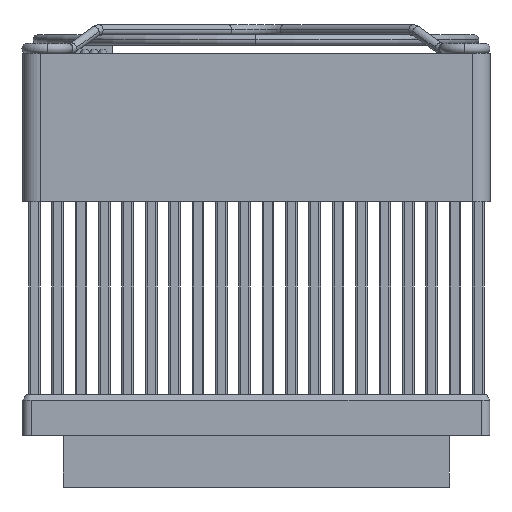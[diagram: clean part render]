
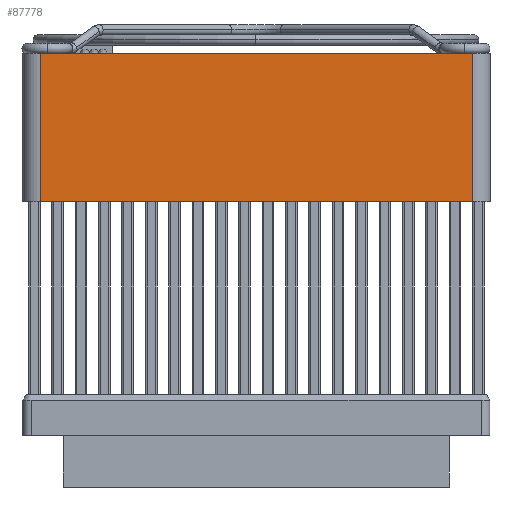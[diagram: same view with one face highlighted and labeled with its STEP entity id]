
A CAD part, front view. The second image highlights one B-rep face of the part: STEP entity #87778.
In plain terms, the highlighted planar face has unit normal (0, -1, 0).
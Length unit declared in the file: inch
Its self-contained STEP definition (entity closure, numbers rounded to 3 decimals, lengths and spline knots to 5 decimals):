
#3455 = VERTEX_POINT ( 'NONE', #77635 ) ;
#7619 = CARTESIAN_POINT ( 'NONE',  ( -2.02312, -2.83783, 0.94877 ) ) ;
#11526 = LINE ( 'NONE', #130634, #33726 ) ;
#15410 = CARTESIAN_POINT ( 'NONE',  ( -2.02312, -2.83783, 1.94877 ) ) ;
#15799 = VERTEX_POINT ( 'NONE', #40228 ) ;
#16637 = ORIENTED_EDGE ( 'NONE', *, *, #151829, .T. ) ;
#25565 = CARTESIAN_POINT ( 'NONE',  ( -2.14123, -2.83783, 1.94877 ) ) ;
#25644 = AXIS2_PLACEMENT_3D ( 'NONE', #116033, #129762, #189673 ) ;
#33726 = VECTOR ( 'NONE', #105015, 39.37008 ) ;
#34199 = EDGE_LOOP ( 'NONE', ( #100778, #37303, #89111, #16637 ) ) ;
#37303 = ORIENTED_EDGE ( 'NONE', *, *, #60682, .T. ) ;
#40228 = CARTESIAN_POINT ( 'NONE',  ( 0.89026, -2.83783, 1.94877 ) ) ;
#43178 = LINE ( 'NONE', #25565, #48961 ) ;
#48961 = VECTOR ( 'NONE', #192761, 39.37008 ) ;
#55808 = EDGE_CURVE ( 'NONE', #133113, #3455, #84053, .T. ) ;
#60682 = EDGE_CURVE ( 'NONE', #155956, #133113, #150176, .T. ) ;
#61563 = DIRECTION ( 'NONE',  ( 0., 0., -1. ) ) ;
#68952 = EDGE_CURVE ( 'NONE', #155956, #15799, #43178, .T. ) ;
#77635 = CARTESIAN_POINT ( 'NONE',  ( 0.89026, -2.83783, 0.94877 ) ) ;
#82550 = FACE_OUTER_BOUND ( 'NONE', #34199, .T. ) ;
#84053 = LINE ( 'NONE', #124528, #155207 ) ;
#87778 = ADVANCED_FACE ( 'NONE', ( #82550 ), #142592, .F. ) ;
#89111 = ORIENTED_EDGE ( 'NONE', *, *, #55808, .T. ) ;
#96876 = DIRECTION ( 'NONE',  ( 1., 0., 0. ) ) ;
#100778 = ORIENTED_EDGE ( 'NONE', *, *, #68952, .F. ) ;
#105015 = DIRECTION ( 'NONE',  ( 0., 0., 1. ) ) ;
#116033 = CARTESIAN_POINT ( 'NONE',  ( -2.14123, -2.83783, 1.94877 ) ) ;
#124528 = CARTESIAN_POINT ( 'NONE',  ( -2.14123, -2.83783, 0.94877 ) ) ;
#129762 = DIRECTION ( 'NONE',  ( 0., 1., 0. ) ) ;
#130634 = CARTESIAN_POINT ( 'NONE',  ( 0.89026, -2.83783, 1.94877 ) ) ;
#133113 = VERTEX_POINT ( 'NONE', #7619 ) ;
#142592 = PLANE ( 'NONE',  #25644 ) ;
#150176 = LINE ( 'NONE', #15410, #155050 ) ;
#151829 = EDGE_CURVE ( 'NONE', #3455, #15799, #11526, .T. ) ;
#155050 = VECTOR ( 'NONE', #61563, 39.37008 ) ;
#155207 = VECTOR ( 'NONE', #96876, 39.37008 ) ;
#155956 = VERTEX_POINT ( 'NONE', #194548 ) ;
#189673 = DIRECTION ( 'NONE',  ( -1., 0., 0. ) ) ;
#192761 = DIRECTION ( 'NONE',  ( 1., 0., 0. ) ) ;
#194548 = CARTESIAN_POINT ( 'NONE',  ( -2.02312, -2.83783, 1.94877 ) ) ;
